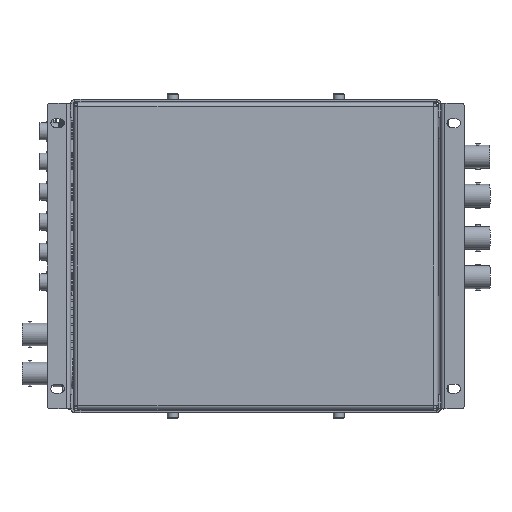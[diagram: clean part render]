
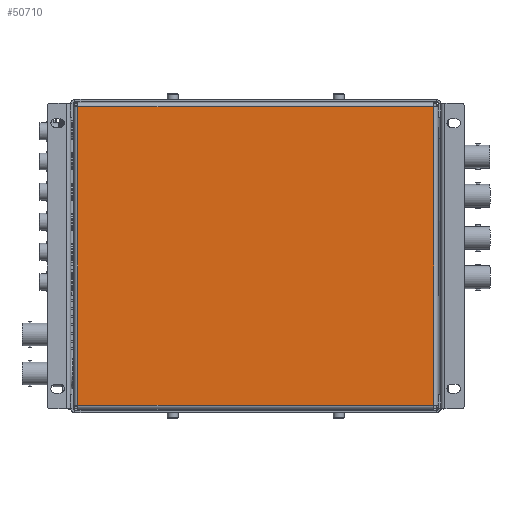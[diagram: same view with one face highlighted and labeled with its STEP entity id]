
A CAD part, top view. The second image highlights one B-rep face of the part: STEP entity #50710.
In plain terms, the highlighted planar face has unit normal (0, 0, 1).
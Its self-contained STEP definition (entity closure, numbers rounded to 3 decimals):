
#7844 = VERTEX_POINT ( 'NONE', #33997 ) ;
#8168 = EDGE_CURVE ( 'NONE', #7844, #116727, #89307, .T. ) ;
#23249 = LINE ( 'NONE', #72473, #37368 ) ;
#24570 = CARTESIAN_POINT ( 'NONE',  ( -75., 64.75, 42.265 ) ) ;
#33997 = CARTESIAN_POINT ( 'NONE',  ( 75., -62.95, 42.265 ) ) ;
#34411 = DIRECTION ( 'NONE',  ( 0., -1., 0. ) ) ;
#34902 = PLANE ( 'NONE',  #54261 ) ;
#37055 = CARTESIAN_POINT ( 'NONE',  ( -75., 62.95, 42.265 ) ) ;
#37368 = VECTOR ( 'NONE', #121524, 1000. ) ;
#45823 = VERTEX_POINT ( 'NONE', #110109 ) ;
#46290 = LINE ( 'NONE', #37055, #126822 ) ;
#50710 = ADVANCED_FACE ( 'NONE', ( #57234 ), #34902, .F. ) ;
#54261 = AXIS2_PLACEMENT_3D ( 'NONE', #125892, #76180, #116089 ) ;
#57234 = FACE_OUTER_BOUND ( 'NONE', #121473, .T. ) ;
#65826 = ORIENTED_EDGE ( 'NONE', *, *, #127460, .T. ) ;
#66116 = ORIENTED_EDGE ( 'NONE', *, *, #8168, .F. ) ;
#67791 = CARTESIAN_POINT ( 'NONE',  ( 75., -62.95, 42.265 ) ) ;
#72473 = CARTESIAN_POINT ( 'NONE',  ( 75., 64.75, 42.265 ) ) ;
#73624 = VECTOR ( 'NONE', #98465, 1000. ) ;
#76180 = DIRECTION ( 'NONE',  ( 0., 0., -1. ) ) ;
#78868 = ORIENTED_EDGE ( 'NONE', *, *, #121540, .F. ) ;
#83842 = VECTOR ( 'NONE', #34411, 1000. ) ;
#89307 = LINE ( 'NONE', #67791, #73624 ) ;
#93348 = LINE ( 'NONE', #24570, #83842 ) ;
#94666 = DIRECTION ( 'NONE',  ( 1., 0., 0. ) ) ;
#98427 = ORIENTED_EDGE ( 'NONE', *, *, #113371, .F. ) ;
#98465 = DIRECTION ( 'NONE',  ( -1., 0., 0. ) ) ;
#100103 = CARTESIAN_POINT ( 'NONE',  ( -75., 62.95, 42.265 ) ) ;
#101976 = VERTEX_POINT ( 'NONE', #100103 ) ;
#110109 = CARTESIAN_POINT ( 'NONE',  ( 75., 62.95, 42.265 ) ) ;
#113371 = EDGE_CURVE ( 'NONE', #101976, #45823, #46290, .T. ) ;
#116089 = DIRECTION ( 'NONE',  ( 0., 1., 0. ) ) ;
#116727 = VERTEX_POINT ( 'NONE', #128556 ) ;
#121473 = EDGE_LOOP ( 'NONE', ( #98427, #65826, #66116, #78868 ) ) ;
#121524 = DIRECTION ( 'NONE',  ( 0., -1., 0. ) ) ;
#121540 = EDGE_CURVE ( 'NONE', #45823, #7844, #23249, .T. ) ;
#125892 = CARTESIAN_POINT ( 'NONE',  ( 75., 64.75, 42.265 ) ) ;
#126822 = VECTOR ( 'NONE', #94666, 1000. ) ;
#127460 = EDGE_CURVE ( 'NONE', #101976, #116727, #93348, .T. ) ;
#128556 = CARTESIAN_POINT ( 'NONE',  ( -75., -62.95, 42.265 ) ) ;
